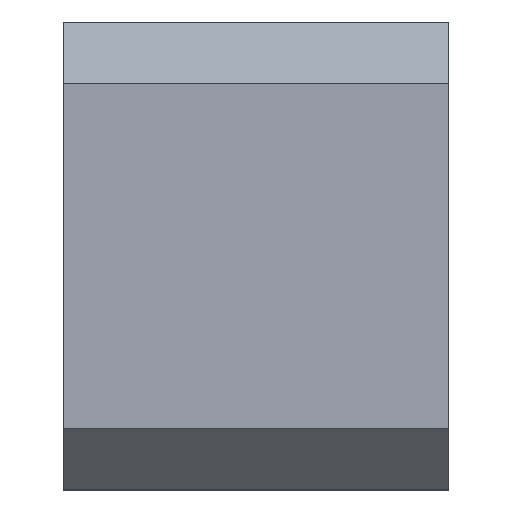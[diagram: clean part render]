
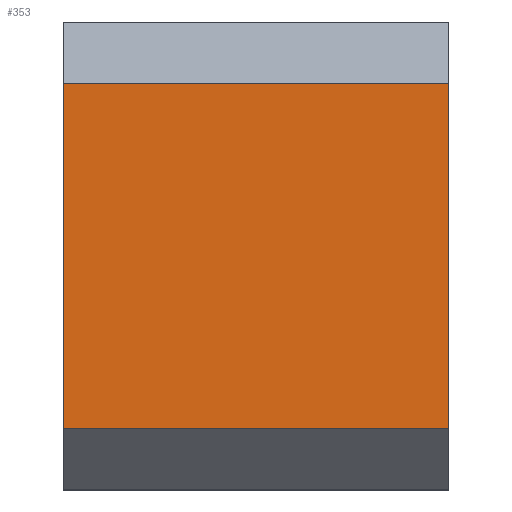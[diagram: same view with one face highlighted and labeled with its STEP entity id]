
A CAD part, top view. The second image highlights one B-rep face of the part: STEP entity #353.
In plain terms, the highlighted planar face has unit normal (0, 0, 1).
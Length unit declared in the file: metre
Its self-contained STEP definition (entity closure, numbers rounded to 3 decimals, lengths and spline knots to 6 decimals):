
#32=ORIENTED_EDGE('',*,*,#124,.T.);
#33=ORIENTED_EDGE('',*,*,#126,.F.);
#34=ORIENTED_EDGE('',*,*,#127,.F.);
#35=ORIENTED_EDGE('',*,*,#128,.T.);
#124=EDGE_CURVE('',#171,#170,#204,.T.);
#126=EDGE_CURVE('',#172,#170,#206,.T.);
#127=EDGE_CURVE('',#173,#172,#207,.T.);
#128=EDGE_CURVE('',#173,#171,#208,.T.);
#170=VERTEX_POINT('',#503);
#171=VERTEX_POINT('',#505);
#172=VERTEX_POINT('',#509);
#173=VERTEX_POINT('',#511);
#204=LINE('',#504,#252);
#206=LINE('',#508,#254);
#207=LINE('',#510,#255);
#208=LINE('',#512,#256);
#252=VECTOR('',#415,1.);
#254=VECTOR('',#419,1.);
#255=VECTOR('',#420,1.);
#256=VECTOR('',#421,1.);
#295=EDGE_LOOP('',(#32,#33,#34,#35));
#315=FACE_BOUND('',#295,.T.);
#335=PLANE('',#384);
#353=ADVANCED_FACE('',(#315),#335,.T.);
#384=AXIS2_PLACEMENT_3D('',#507,#417,#418);
#415=DIRECTION('',(-1.,0.,0.));
#417=DIRECTION('',(0.,0.,1.));
#418=DIRECTION('',(0.,-1.,0.));
#419=DIRECTION('',(0.,1.,0.));
#420=DIRECTION('',(-1.,0.,0.));
#421=DIRECTION('',(0.,1.,0.));
#503=CARTESIAN_POINT('',(0.0545,0.0338,0.00516));
#504=CARTESIAN_POINT('',(0.06075,0.0338,0.00516));
#505=CARTESIAN_POINT('',(0.06075,0.0338,0.00516));
#507=CARTESIAN_POINT('',(0.06075,0.0282,0.00516));
#508=CARTESIAN_POINT('',(0.0545,0.0282,0.00516));
#509=CARTESIAN_POINT('',(0.0545,0.0282,0.00516));
#510=CARTESIAN_POINT('',(0.06075,0.0282,0.00516));
#511=CARTESIAN_POINT('',(0.06075,0.0282,0.00516));
#512=CARTESIAN_POINT('',(0.06075,0.0282,0.00516));
